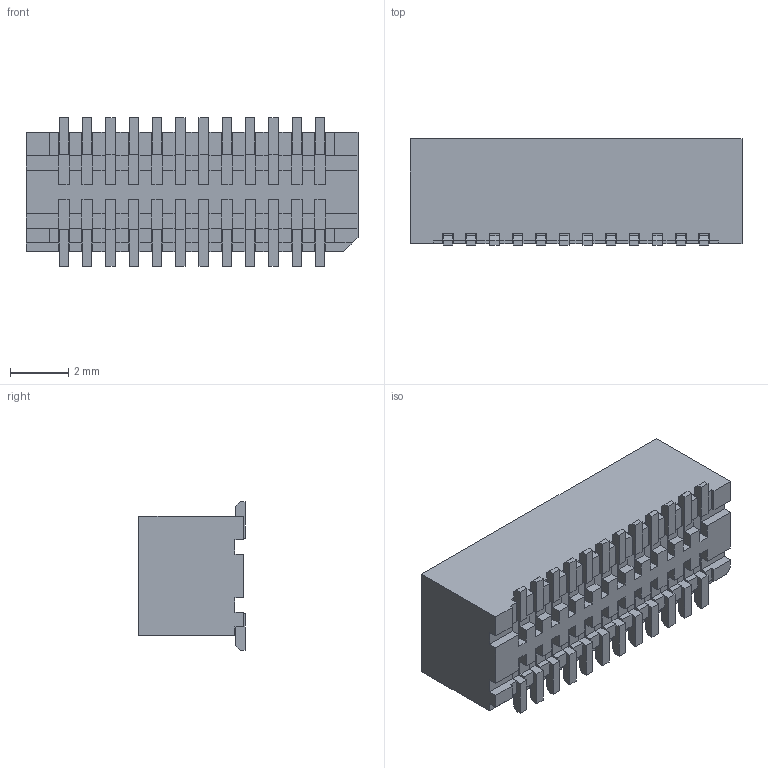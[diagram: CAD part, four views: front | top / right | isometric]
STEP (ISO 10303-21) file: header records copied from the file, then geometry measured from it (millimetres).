
FILE_DESCRIPTION((''),'2;1');
FILE_NAME('533072471','2016-10-03T',('rlalsangi'),(''),'PRO/ENGINEER BY PARAMETRIC TECHNOLOGY CORPORATION, 2012310','PRO/ENGINEER BY PARAMETRIC TECHNOLOGY CORPORATION, 2012310','');
FILE_SCHEMA(('CONFIG_CONTROL_DESIGN'));
Length unit declared in the file: millimetre
Products named in the file (1): 533072471
Bounding box: 11.4 x 3.65 x 5.1 mm (x, y, z)
Volume: 92.9 mm3; surface area: 454.3 mm2
Topology: 1 solids, 1 shells, 1051 faces, 3106 edges, 2082 vertices
Faces by surface type: plane 1051
Entity records: 34155 total; most frequent: CARTESIAN_POINT 6144, ORIENTED_EDGE 6020, DIRECTION 5210, VECTOR 3106, LINE 3106, EDGE_CURVE 3010, VERTEX_POINT 1986, EDGE_LOOP 1076
